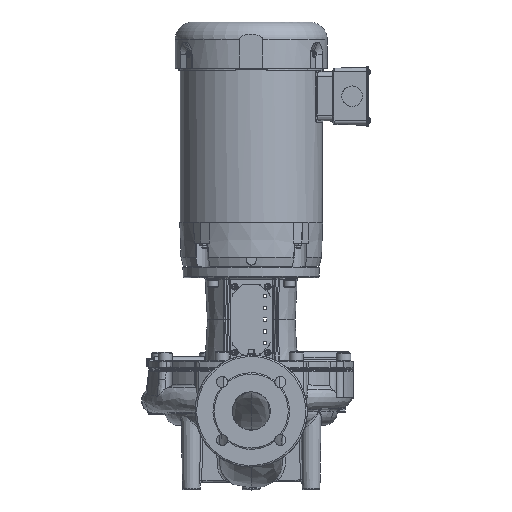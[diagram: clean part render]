
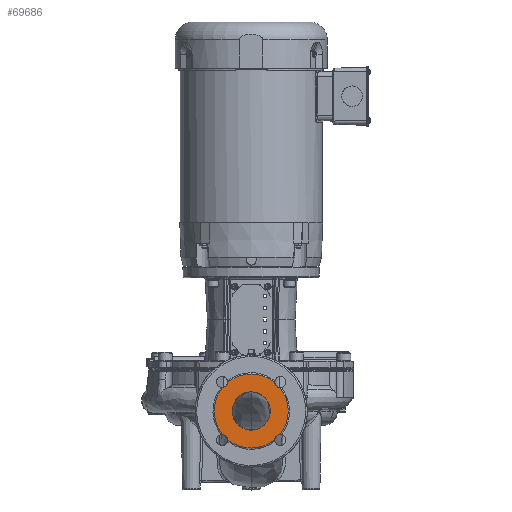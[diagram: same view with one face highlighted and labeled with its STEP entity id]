
A CAD part, top view. The second image highlights one B-rep face of the part: STEP entity #69686.
In plain terms, the highlighted planar face has unit normal (0, 0, 1).
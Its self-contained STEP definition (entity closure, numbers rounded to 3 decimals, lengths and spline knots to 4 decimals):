
#40=FACE_BOUND('',#12792,.T.);
#398=PLANE('',#73726);
#3930=CIRCLE('',#73061,2.475);
#3931=CIRCLE('',#73063,0.374);
#3936=CIRCLE('',#73069,0.374);
#3940=CIRCLE('',#73074,2.475);
#4365=CIRCLE('',#73716,0.374);
#4366=CIRCLE('',#73719,0.374);
#4369=CIRCLE('',#73725,2.475);
#4370=CIRCLE('',#73727,2.475);
#8948=FACE_OUTER_BOUND('',#12791,.T.);
#12791=EDGE_LOOP('',(#47970,#47971,#47972,#47973,#47974,#47975,#47976,#47977));
#12792=EDGE_LOOP('',(#47978,#47979));
#16371=B_SPLINE_CURVE_WITH_KNOTS('',3,(#99303,#99304,#99305,#99306,#99307,
#99308,#99309,#99310,#99311,#99312,#99313,#99314,#99315,#99316,#99317,#99318,
#99319,#99320,#99321,#99322),.UNSPECIFIED.,.F.,.F.,(4,1,1,1,1,1,1,1,1,2,
1,1,1,1,1,1,4),(0.,0.012,0.0254,0.0374,
0.0508,0.0628,0.0762,0.0882,
0.1002,0.1016,0.1031,0.1136,
0.127,0.139,0.1524,0.1644,
0.1728),.UNSPECIFIED.);
#17059=B_SPLINE_CURVE_WITH_KNOTS('',3,(#145547,#145548,#145549,#145550,
#145551,#145552),.UNSPECIFIED.,.F.,.F.,(4,1,1,4),(0.1728,0.1778,
0.1898,0.2032),.UNSPECIFIED.);
#27668=VERTEX_POINT('',#99300);
#27669=VERTEX_POINT('',#99302);
#27685=VERTEX_POINT('',#100624);
#27686=VERTEX_POINT('',#100626);
#27687=VERTEX_POINT('',#100630);
#27693=VERTEX_POINT('',#100654);
#27698=VERTEX_POINT('',#100676);
#28485=VERTEX_POINT('',#145479);
#28488=VERTEX_POINT('',#145511);
#28489=VERTEX_POINT('',#145512);
#34600=EDGE_CURVE('',#27669,#27668,#16371,.T.);
#34622=EDGE_CURVE('',#27685,#27686,#3930,.T.);
#34623=EDGE_CURVE('',#27686,#27687,#3931,.T.);
#34631=EDGE_CURVE('',#27693,#27685,#3936,.T.);
#34638=EDGE_CURVE('',#27698,#27693,#3940,.T.);
#35967=EDGE_CURVE('',#28485,#27698,#4365,.T.);
#35973=EDGE_CURVE('',#28488,#28489,#4366,.T.);
#35981=EDGE_CURVE('',#28489,#28485,#4369,.T.);
#35982=EDGE_CURVE('',#27687,#28488,#4370,.T.);
#35983=EDGE_CURVE('',#27668,#27669,#17059,.T.);
#47970=ORIENTED_EDGE('',*,*,#35973,.T.);
#47971=ORIENTED_EDGE('',*,*,#35981,.T.);
#47972=ORIENTED_EDGE('',*,*,#35967,.T.);
#47973=ORIENTED_EDGE('',*,*,#34638,.T.);
#47974=ORIENTED_EDGE('',*,*,#34631,.T.);
#47975=ORIENTED_EDGE('',*,*,#34622,.T.);
#47976=ORIENTED_EDGE('',*,*,#34623,.T.);
#47977=ORIENTED_EDGE('',*,*,#35982,.T.);
#47978=ORIENTED_EDGE('',*,*,#34600,.T.);
#47979=ORIENTED_EDGE('',*,*,#35983,.T.);
#69686=ADVANCED_FACE('',(#8948,#40),#398,.T.);
#73061=AXIS2_PLACEMENT_3D('',#100628,#80134,#80135);
#73063=AXIS2_PLACEMENT_3D('',#100631,#80138,#80139);
#73069=AXIS2_PLACEMENT_3D('',#100655,#80152,#80153);
#73074=AXIS2_PLACEMENT_3D('',#100677,#80164,#80165);
#73716=AXIS2_PLACEMENT_3D('',#145480,#81646,#81647);
#73719=AXIS2_PLACEMENT_3D('',#145513,#81654,#81655);
#73725=AXIS2_PLACEMENT_3D('',#145544,#81669,#81670);
#73726=AXIS2_PLACEMENT_3D('',#145545,#81671,#81672);
#73727=AXIS2_PLACEMENT_3D('',#145546,#81673,#81674);
#80134=DIRECTION('center_axis',(0.,0.,
1.));
#80135=DIRECTION('ref_axis',(0.,1.,0.));
#80138=DIRECTION('center_axis',(0.,0.,
-1.));
#80139=DIRECTION('ref_axis',(0.,-1.,0.));
#80152=DIRECTION('center_axis',(0.,0.,
-1.));
#80153=DIRECTION('ref_axis',(0.,-1.,0.));
#80164=DIRECTION('center_axis',(0.,0.,
1.));
#80165=DIRECTION('ref_axis',(0.,1.,0.));
#81646=DIRECTION('center_axis',(0.,0.,
-1.));
#81647=DIRECTION('ref_axis',(0.,-1.,0.));
#81654=DIRECTION('center_axis',(0.,0.,
-1.));
#81655=DIRECTION('ref_axis',(0.,-1.,0.));
#81669=DIRECTION('center_axis',(0.,0.,
1.));
#81670=DIRECTION('ref_axis',(0.,1.,0.));
#81671=DIRECTION('center_axis',(0.,0.,
1.));
#81672=DIRECTION('ref_axis',(0.,1.,0.));
#81673=DIRECTION('center_axis',(0.,0.,
1.));
#81674=DIRECTION('ref_axis',(0.,1.,0.));
#99300=CARTESIAN_POINT('',(-1.0339,-2.0219,10.618));
#99302=CARTESIAN_POINT('',(0.,-1.4961,10.618));
#99303=CARTESIAN_POINT('Ctrl Pts',(0.,-1.4961,
10.618));
#99304=CARTESIAN_POINT('Ctrl Pts',(0.1578,-1.4961,10.618));
#99305=CARTESIAN_POINT('Ctrl Pts',(0.4928,-1.5587,
10.618));
#99306=CARTESIAN_POINT('Ctrl Pts',(0.9145,-1.8336,
10.618));
#99307=CARTESIAN_POINT('Ctrl Pts',(1.2088,-2.2634,10.618));
#99308=CARTESIAN_POINT('Ctrl Pts',(1.3127,-2.7554,10.618));
#99309=CARTESIAN_POINT('Ctrl Pts',(1.2173,-3.2674,10.618));
#99310=CARTESIAN_POINT('Ctrl Pts',(0.9428,-3.6896,10.618));
#99311=CARTESIAN_POINT('Ctrl Pts',(0.5282,-3.9735,
10.618));
#99312=CARTESIAN_POINT('Ctrl Pts',(0.1962,-4.0513,
10.618));
#99313=CARTESIAN_POINT('Ctrl Pts',(0.019,-4.0552,
10.618));
#99314=CARTESIAN_POINT('Ctrl Pts',(-0.019,-4.0552,
10.618));
#99315=CARTESIAN_POINT('Ctrl Pts',(-0.1768,-4.0518,
10.618));
#99316=CARTESIAN_POINT('Ctrl Pts',(-0.5093,-3.9819,
10.618));
#99317=CARTESIAN_POINT('Ctrl Pts',(-0.9151,-3.7172,
10.618));
#99318=CARTESIAN_POINT('Ctrl Pts',(-1.2094,-3.2866,
10.618));
#99319=CARTESIAN_POINT('Ctrl Pts',(-1.3127,-2.7944,10.618));
#99320=CARTESIAN_POINT('Ctrl Pts',(-1.2292,-2.3489,
10.618));
#99321=CARTESIAN_POINT('Ctrl Pts',(-1.0991,-2.1115,10.618));
#99322=CARTESIAN_POINT('Ctrl Pts',(-1.0339,-2.0219,10.618));
#100624=CARTESIAN_POINT('',(1.9118,-4.3485,10.618));
#100626=CARTESIAN_POINT('',(1.9125,-1.2056,10.618));
#100628=CARTESIAN_POINT('Origin',(0.,-2.7766,
10.618));
#100630=CARTESIAN_POINT('',(1.5719,-0.8648,10.618));
#100631=CARTESIAN_POINT('Origin',(1.9445,-0.833,10.618));
#100654=CARTESIAN_POINT('',(1.5709,-4.6891,10.618));
#100655=CARTESIAN_POINT('Origin',(1.9436,-4.7211,10.618));
#100676=CARTESIAN_POINT('',(-1.5719,-4.6883,10.618));
#100677=CARTESIAN_POINT('Origin',(0.,-2.7766,
10.618));
#145479=CARTESIAN_POINT('',(-1.9125,-4.3475,10.618));
#145480=CARTESIAN_POINT('Origin',(-1.9445,-4.7202,10.618));
#145511=CARTESIAN_POINT('',(-1.5709,-0.8641,10.618));
#145512=CARTESIAN_POINT('',(-1.9118,-1.2047,10.618));
#145513=CARTESIAN_POINT('Origin',(-1.9436,-0.832,
10.618));
#145544=CARTESIAN_POINT('Origin',(0.,-2.7766,
10.618));
#145545=CARTESIAN_POINT('Origin',(0.,-2.7766,
10.618));
#145546=CARTESIAN_POINT('Origin',(0.,-2.7766,
10.618));
#145547=CARTESIAN_POINT('Ctrl Pts',(-1.0339,-2.0219,
10.618));
#145548=CARTESIAN_POINT('Ctrl Pts',(-0.9949,-1.9683,
10.618));
#145549=CARTESIAN_POINT('Ctrl Pts',(-0.849,-1.7975,
10.618));
#145550=CARTESIAN_POINT('Ctrl Pts',(-0.5121,-1.5668,
10.618));
#145551=CARTESIAN_POINT('Ctrl Pts',(-0.1772,-1.4961,
10.618));
#145552=CARTESIAN_POINT('Ctrl Pts',(0.,-1.4961,
10.618));
